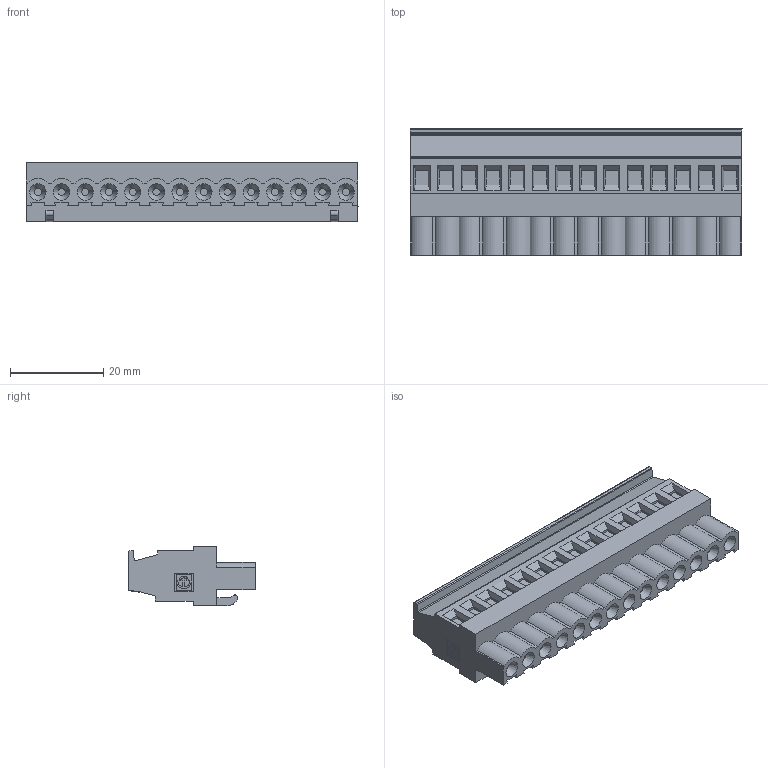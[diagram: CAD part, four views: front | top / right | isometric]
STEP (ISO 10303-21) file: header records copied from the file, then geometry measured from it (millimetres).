
FILE_DESCRIPTION(('STEP AP214'),'1');
FILE_NAME('SV14-5,08-P.stp','2020-05-11T07:23:46',(' '),(' '),'Spatial InterOp 3D',' ',' ');
FILE_SCHEMA(('automotive_design'));
Length unit declared in the file: metre
Products named in the file (1): 1
Bounding box: 71.12 x 27.1 x 12.7 mm (x, y, z)
Volume: 15917.8 mm3; surface area: 7491.4 mm2
Topology: 1 solids, 1 shells, 426 faces, 1074 edges, 696 vertices
Faces by surface type: plane 339, cylinder 72, cone 14, extrusion 1
Full cylindrical faces by diameter (mm): 1.6 x14, 4 x14
Entity records: 15562 total; most frequent: CARTESIAN_POINT 2147, DIRECTION 2025, ORIENTED_EDGE 2008, EDGE_CURVE 1004, VECTOR 773, LINE 772, VERTEX_POINT 668, AXIS2_PLACEMENT_3D 626
